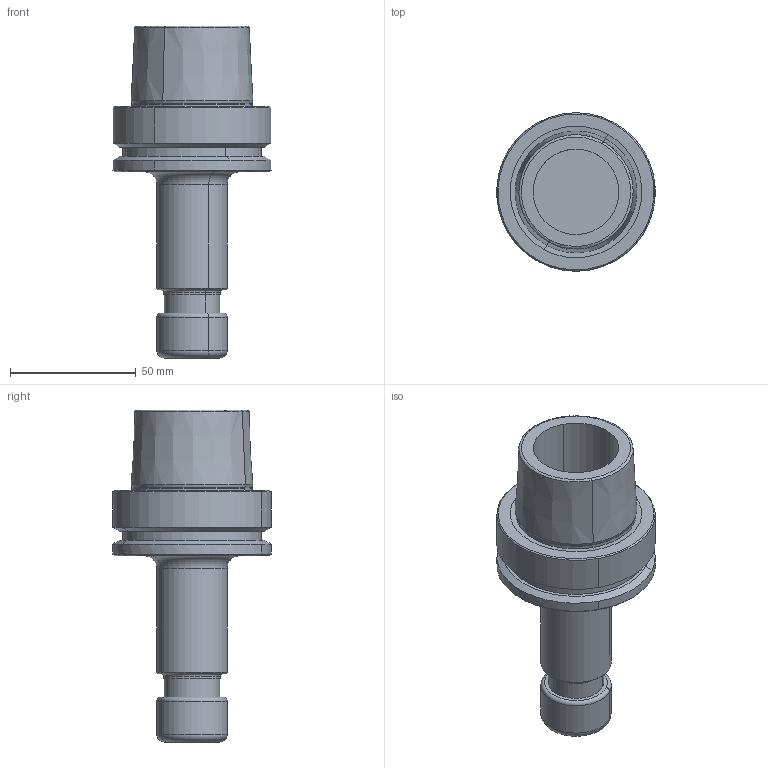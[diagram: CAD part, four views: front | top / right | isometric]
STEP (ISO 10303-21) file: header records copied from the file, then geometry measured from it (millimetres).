
FILE_DESCRIPTION(('CATIA V5 STEP','CAx-IF Rec.Pracs.--- Model Styling and Organization---1.2---2011-12-15'),'2;1');
FILE_NAME('4561213-L-B.stp','2016-03-03T05:42:33+00:00',('none'),('none'),'CATIA Version 5 Release 21 SP 5 (IN-10)','CATIA V5 STEP AP214','none');
FILE_SCHEMA(('AUTOMOTIVE_DESIGN { 1 0 10303 214 1 1 1 1 }'));
Length unit declared in the file: millimetre
Products named in the file (1): HSK A 63 ER16X100
Bounding box: 62.98 x 63 x 132 mm (x, y, z)
Volume: 133427.8 mm3; surface area: 29064.1 mm2
Topology: 1 solids, 1 shells, 68 faces, 148 edges, 89 vertices
Faces by surface type: cylinder 24, cone 20, torus 14, plane 10
Entity records: 1794 total; most frequent: CARTESIAN_POINT 431, ORIENTED_EDGE 292, DIRECTION 220, EDGE_CURVE 146, AXIS2_PLACEMENT_3D 136, CIRCLE 94, VERTEX_POINT 89, EDGE_LOOP 77
